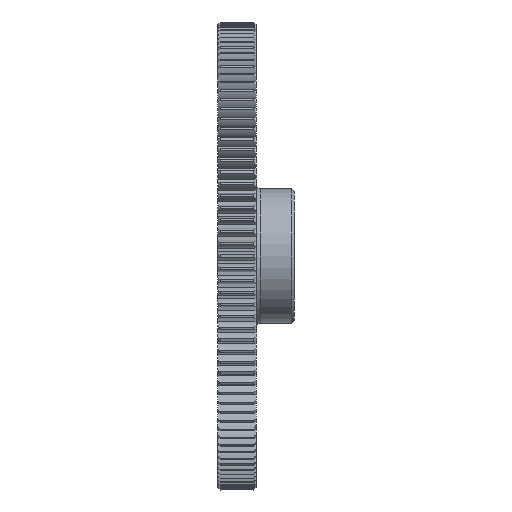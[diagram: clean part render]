
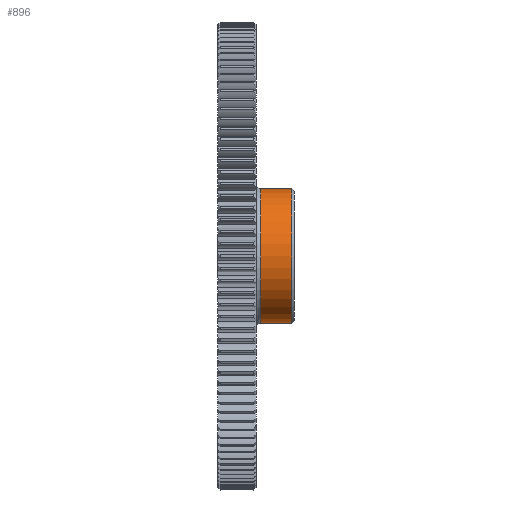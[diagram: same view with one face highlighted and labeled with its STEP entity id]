
A CAD part, front view. The second image highlights one B-rep face of the part: STEP entity #896.
In plain terms, the highlighted cylindrical face has radius 14 mm (diameter 28 mm), a full revolution.
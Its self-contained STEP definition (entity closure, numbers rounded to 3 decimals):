
#896 = ADVANCED_FACE( '', ( #2452, #2453, #2454 ), #2455, .T. );
#2452 = FACE_OUTER_BOUND( '', #4675, .T. );
#2453 = FACE_BOUND( '', #4676, .T. );
#2454 = FACE_OUTER_BOUND( '', #4677, .T. );
#2455 = CYLINDRICAL_SURFACE( '', #4678, 14. );
#4675 = EDGE_LOOP( '', ( #7275 ) );
#4676 = EDGE_LOOP( '', ( #7276 ) );
#4677 = EDGE_LOOP( '', ( #7277 ) );
#4678 = AXIS2_PLACEMENT_3D( '', #7278, #7279, #7280 );
#7275 = ORIENTED_EDGE( '', *, *, #14347, .T. );
#7276 = ORIENTED_EDGE( '', *, *, #14348, .T. );
#7277 = ORIENTED_EDGE( '', *, *, #14349, .F. );
#7278 = CARTESIAN_POINT( '', ( 16., 0., 0. ) );
#7279 = DIRECTION( '', ( -1., 0., 0. ) );
#7280 = DIRECTION( '', ( 0., 0., -1. ) );
#14347 = EDGE_CURVE( '', #17558, #17558, #17559, .T. );
#14348 = EDGE_CURVE( '', #17560, #17560, #17561, .T. );
#14349 = EDGE_CURVE( '', #17562, #17562, #17563, .T. );
#17558 = VERTEX_POINT( '', #22304 );
#17559 = CIRCLE( '', #22305, 14. );
#17560 = VERTEX_POINT( '', #22306 );
#17561 = B_SPLINE_CURVE_WITH_KNOTS( '', 3, ( #22307, #22308, #22309, #22310, #22311, #22312, #22313, #22314, #22315, #22316, #22317, #22318, #22319, #22320, #22321, #22322, #22323, #22324, #22325, #22326, #22327, #22328, #22329, #22330, #22331, #22332, #22333, #22334, #22335, #22336, #22337, #22338, #22339, #22340, #22341, #22342, #22343, #22344, #22345, #22346, #22347, #22348, #22349, #22350, #22351, #22352, #22353, #22354, #22355, #22356, #22357, #22358, #22359, #22360, #22361, #22362, #22363, #22364, #22365, #22366 ), .UNSPECIFIED., .T., .F., ( 2, 2, 2, 2, 2, 2, 2, 2, 2, 2, 2, 2, 2, 2, 2, 2, 2, 2, 2, 2, 2, 2, 2, 2, 2, 2, 2, 2, 2, 2, 2, 2 ), ( 0., 0., 0., 0.001, 0.001, 0.002, 0.002, 0.003, 0.004, 0.005, 0.005, 0.006, 0.006, 0.007, 0.007, 0.008, 0.008, 0.009, 0.009, 0.01, 0.01, 0.011, 0.011, 0.012, 0.012, 0.013, 0.013, 0.014, 0.014, 0.015, 0.015, 0.016 ), .UNSPECIFIED. );
#17562 = VERTEX_POINT( '', #22367 );
#17563 = CIRCLE( '', #22368, 14. );
#22304 = CARTESIAN_POINT( '', ( 9., 0., -14. ) );
#22305 = AXIS2_PLACEMENT_3D( '', #28144, #28145, #28146 );
#22306 = CARTESIAN_POINT( '', ( 10.296, 13.898, -1.687 ) );
#22307 = CARTESIAN_POINT( '', ( 10.176, 13.911, -1.584 ) );
#22308 = CARTESIAN_POINT( '', ( 10.416, 13.885, -1.79 ) );
#22309 = CARTESIAN_POINT( '', ( 10.544, 13.873, -1.881 ) );
#22310 = CARTESIAN_POINT( '', ( 10.817, 13.851, -2.038 ) );
#22311 = CARTESIAN_POINT( '', ( 10.962, 13.841, -2.104 ) );
#22312 = CARTESIAN_POINT( '', ( 11.258, 13.825, -2.209 ) );
#22313 = CARTESIAN_POINT( '', ( 11.41, 13.818, -2.248 ) );
#22314 = CARTESIAN_POINT( '', ( 11.721, 13.81, -2.299 ) );
#22315 = CARTESIAN_POINT( '', ( 11.88, 13.808, -2.31 ) );
#22316 = CARTESIAN_POINT( '', ( 12.194, 13.809, -2.306 ) );
#22317 = CARTESIAN_POINT( '', ( 12.35, 13.811, -2.29 ) );
#22318 = CARTESIAN_POINT( '', ( 12.66, 13.821, -2.231 ) );
#22319 = CARTESIAN_POINT( '', ( 12.813, 13.828, -2.187 ) );
#22320 = CARTESIAN_POINT( '', ( 13.251, 13.854, -2.019 ) );
#22321 = CARTESIAN_POINT( '', ( 13.526, 13.879, -1.851 ) );
#22322 = CARTESIAN_POINT( '', ( 13.987, 13.928, -1.431 ) );
#22323 = CARTESIAN_POINT( '', ( 14.179, 13.954, -1.171 ) );
#22324 = CARTESIAN_POINT( '', ( 14.372, 13.981, -0.744 ) );
#22325 = CARTESIAN_POINT( '', ( 14.422, 13.988, -0.592 ) );
#22326 = CARTESIAN_POINT( '', ( 14.487, 13.998, -0.283 ) );
#22327 = CARTESIAN_POINT( '', ( 14.502, 14., -0.127 ) );
#22328 = CARTESIAN_POINT( '', ( 14.498, 14., 0.188 ) );
#22329 = CARTESIAN_POINT( '', ( 14.477, 13.997, 0.347 ) );
#22330 = CARTESIAN_POINT( '', ( 14.404, 13.986, 0.652 ) );
#22331 = CARTESIAN_POINT( '', ( 14.35, 13.978, 0.802 ) );
#22332 = CARTESIAN_POINT( '', ( 14.211, 13.959, 1.086 ) );
#22333 = CARTESIAN_POINT( '', ( 14.128, 13.947, 1.219 ) );
#22334 = CARTESIAN_POINT( '', ( 13.935, 13.923, 1.468 ) );
#22335 = CARTESIAN_POINT( '', ( 13.825, 13.911, 1.583 ) );
#22336 = CARTESIAN_POINT( '', ( 13.469, 13.873, 1.89 ) );
#22337 = CARTESIAN_POINT( '', ( 13.19, 13.849, 2.05 ) );
#22338 = CARTESIAN_POINT( '', ( 12.746, 13.825, 2.208 ) );
#22339 = CARTESIAN_POINT( '', ( 12.592, 13.818, 2.247 ) );
#22340 = CARTESIAN_POINT( '', ( 12.28, 13.81, 2.298 ) );
#22341 = CARTESIAN_POINT( '', ( 12.124, 13.808, 2.31 ) );
#22342 = CARTESIAN_POINT( '', ( 11.81, 13.809, 2.306 ) );
#22343 = CARTESIAN_POINT( '', ( 11.65, 13.811, 2.29 ) );
#22344 = CARTESIAN_POINT( '', ( 11.341, 13.821, 2.231 ) );
#22345 = CARTESIAN_POINT( '', ( 11.191, 13.828, 2.188 ) );
#22346 = CARTESIAN_POINT( '', ( 10.897, 13.845, 2.076 ) );
#22347 = CARTESIAN_POINT( '', ( 10.754, 13.856, 2.005 ) );
#22348 = CARTESIAN_POINT( '', ( 10.487, 13.879, 1.842 ) );
#22349 = CARTESIAN_POINT( '', ( 10.362, 13.891, 1.748 ) );
#22350 = CARTESIAN_POINT( '', ( 10.129, 13.916, 1.537 ) );
#22351 = CARTESIAN_POINT( '', ( 10.022, 13.929, 1.418 ) );
#22352 = CARTESIAN_POINT( '', ( 9.838, 13.952, 1.166 ) );
#22353 = CARTESIAN_POINT( '', ( 9.758, 13.963, 1.032 ) );
#22354 = CARTESIAN_POINT( '', ( 9.628, 13.981, 0.743 ) );
#22355 = CARTESIAN_POINT( '', ( 9.578, 13.988, 0.592 ) );
#22356 = CARTESIAN_POINT( '', ( 9.514, 13.998, 0.286 ) );
#22357 = CARTESIAN_POINT( '', ( 9.498, 14., 0.127 ) );
#22358 = CARTESIAN_POINT( '', ( 9.503, 14., -0.19 ) );
#22359 = CARTESIAN_POINT( '', ( 9.522, 13.997, -0.345 ) );
#22360 = CARTESIAN_POINT( '', ( 9.596, 13.986, -0.652 ) );
#22361 = CARTESIAN_POINT( '', ( 9.651, 13.978, -0.803 ) );
#22362 = CARTESIAN_POINT( '', ( 9.788, 13.959, -1.085 ) );
#22363 = CARTESIAN_POINT( '', ( 9.873, 13.947, -1.22 ) );
#22364 = CARTESIAN_POINT( '', ( 10.067, 13.923, -1.469 ) );
#22365 = CARTESIAN_POINT( '', ( 10.176, 13.911, -1.584 ) );
#22366 = CARTESIAN_POINT( '', ( 10.416, 13.885, -1.79 ) );
#22367 = CARTESIAN_POINT( '', ( 15.5, 0., -14. ) );
#22368 = AXIS2_PLACEMENT_3D( '', #28147, #28148, #28149 );
#28144 = CARTESIAN_POINT( '', ( 9., 0., 0. ) );
#28145 = DIRECTION( '', ( 1., 0., 0. ) );
#28146 = DIRECTION( '', ( 0., 0., -1. ) );
#28147 = CARTESIAN_POINT( '', ( 15.5, 0., 0. ) );
#28148 = DIRECTION( '', ( 1., 0., 0. ) );
#28149 = DIRECTION( '', ( 0., 0., -1. ) );
